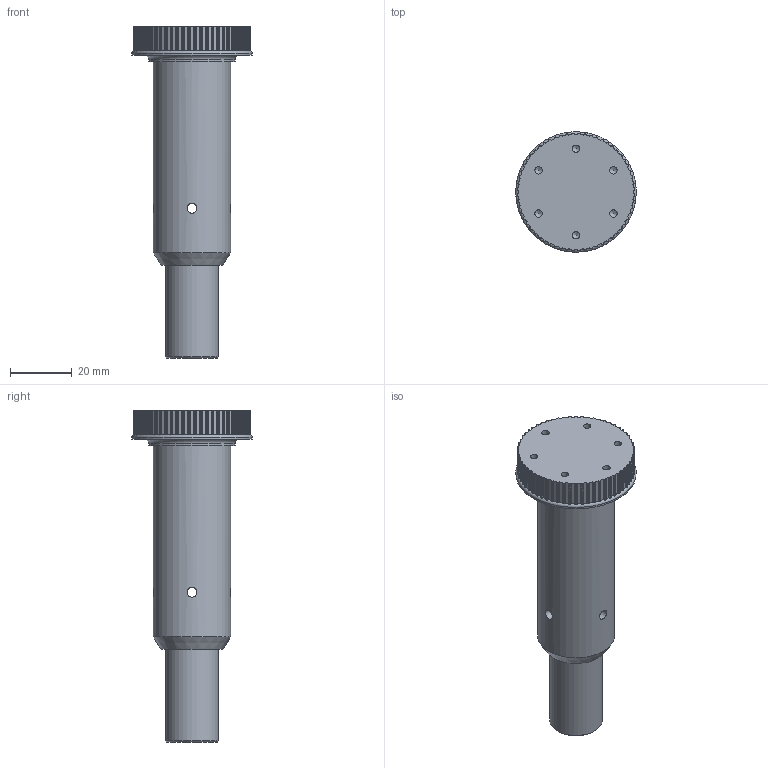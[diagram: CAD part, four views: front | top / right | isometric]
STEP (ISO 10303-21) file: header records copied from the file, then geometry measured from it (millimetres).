
FILE_DESCRIPTION(/* description */ (''),/* implementation_level */ '2;1');
FILE_NAME(/* name */ 'gt2-60.stp',/* time_stamp */ '2025-06-08T09:02:12+02:00',/* author */ ('R5800u'),/* organization */ (''),/* preprocessor_version */ 'ST-DEVELOPER v20',/* originating_system */ 'Autodesk Inventor 2025',/* authorisation */ '');
FILE_SCHEMA (('AUTOMOTIVE_DESIGN { 1 0 10303 214 3 1 1 }'));
Length unit declared in the file: millimetre
Products named in the file (1): gt2-60
Bounding box: 39 x 39 x 107.5 mm (x, y, z)
Volume: 50138.3 mm3; surface area: 11182.2 mm2
Topology: 1 solids, 1 shells, 449 faces, 1331 edges, 884 vertices
Faces by surface type: cylinder 374, plane 65, cone 8, torus 2
Full cylindrical faces by diameter (mm): 2.4 x6, 3.2 x4, 17 x1, 25 x1, 28 x1, 39 x1
Entity records: 17178 total; most frequent: CARTESIAN_POINT 4923, DIRECTION 2675, ORIENTED_EDGE 2650, EDGE_CURVE 1325, AXIS2_PLACEMENT_3D 1146, VERTEX_POINT 884, CIRCLE 689, EDGE_LOOP 461
